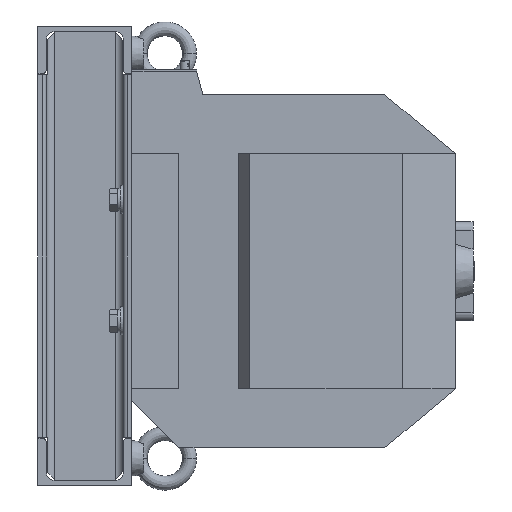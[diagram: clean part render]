
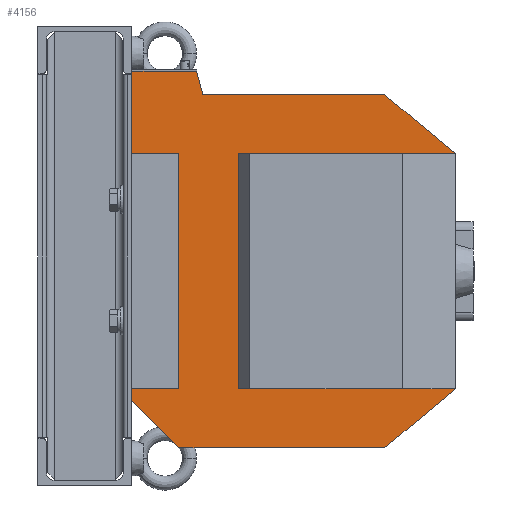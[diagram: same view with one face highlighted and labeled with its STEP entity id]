
A CAD part, left-side view. The second image highlights one B-rep face of the part: STEP entity #4156.
In plain terms, the highlighted face is planar.
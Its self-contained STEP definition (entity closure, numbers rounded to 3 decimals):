
#4156=ADVANCED_FACE('',(#20442),#20444,.F.);
#20442=FACE_BOUND('',#20443,.T.);
#20443=EDGE_LOOP('',(#27059,#27060,#27061,#27062,#27063,#27064,#27065,#27066,#27067,
#27068,#27069,#27070,#27071,#27072,#27073));
#20444=PLANE('',#20445);
#20445=AXIS2_PLACEMENT_3D('',#20446,#20447,#20448);
#20446=CARTESIAN_POINT('',(-150.,55.,-46.878));
#20447=DIRECTION('',(0.,-1.,0.));
#20448=DIRECTION('',(0.,0.,-1.));
#27059=ORIENTED_EDGE('',*,*,#31517,.F.);
#27060=ORIENTED_EDGE('',*,*,#31518,.F.);
#27061=ORIENTED_EDGE('',*,*,#31519,.F.);
#27062=ORIENTED_EDGE('',*,*,#31520,.T.);
#27063=ORIENTED_EDGE('',*,*,#31521,.T.);
#27064=ORIENTED_EDGE('',*,*,#31522,.F.);
#27065=ORIENTED_EDGE('',*,*,#31523,.F.);
#27066=ORIENTED_EDGE('',*,*,#31524,.T.);
#27067=ORIENTED_EDGE('',*,*,#31525,.T.);
#27068=ORIENTED_EDGE('',*,*,#31453,.F.);
#27069=ORIENTED_EDGE('',*,*,#31526,.T.);
#27070=ORIENTED_EDGE('',*,*,#31527,.F.);
#27071=ORIENTED_EDGE('',*,*,#31528,.F.);
#27072=ORIENTED_EDGE('',*,*,#31449,.F.);
#27073=ORIENTED_EDGE('',*,*,#31516,.F.);
#31449=EDGE_CURVE('',#34053,#34055,#34056,.F.);
#31453=EDGE_CURVE('',#34061,#34063,#34064,.F.);
#31516=EDGE_CURVE('',#34165,#34053,#34167,.T.);
#31517=EDGE_CURVE('',#34168,#34165,#34169,.F.);
#31518=EDGE_CURVE('',#34170,#34168,#34171,.T.);
#31519=EDGE_CURVE('',#34172,#34170,#34173,.T.);
#31520=EDGE_CURVE('',#34172,#34174,#34175,.T.);
#31521=EDGE_CURVE('',#34174,#34176,#34177,.T.);
#31522=EDGE_CURVE('',#34178,#34176,#34179,.T.);
#31523=EDGE_CURVE('',#34180,#34178,#34181,.F.);
#31524=EDGE_CURVE('',#34180,#34182,#34183,.T.);
#31525=EDGE_CURVE('',#34182,#34063,#34184,.T.);
#31526=EDGE_CURVE('',#34061,#34185,#34186,.T.);
#31527=EDGE_CURVE('',#34187,#34185,#34188,.T.);
#31528=EDGE_CURVE('',#34055,#34187,#34189,.T.);
#34053=VERTEX_POINT('',#40057);
#34055=VERTEX_POINT('',#40061);
#34056=LINE('',#40062,#40063);
#34061=VERTEX_POINT('',#40073);
#34063=VERTEX_POINT('',#40077);
#34064=LINE('',#40078,#40079);
#34165=VERTEX_POINT('',#40318);
#34167=LINE('',#40322,#40323);
#34168=VERTEX_POINT('',#40325);
#34169=LINE('',#40326,#40327);
#34170=VERTEX_POINT('',#40329);
#34171=LINE('',#40330,#40331);
#34172=VERTEX_POINT('',#40333);
#34173=LINE('',#40334,#40335);
#34174=VERTEX_POINT('',#40337);
#34175=LINE('',#40338,#40339);
#34176=VERTEX_POINT('',#40341);
#34177=LINE('',#40342,#40343);
#34178=VERTEX_POINT('',#40345);
#34179=LINE('',#40346,#40347);
#34180=VERTEX_POINT('',#40349);
#34181=LINE('',#40350,#40351);
#34182=VERTEX_POINT('',#40353);
#34183=LINE('',#40354,#40355);
#34184=LINE('',#40357,#40358);
#34185=VERTEX_POINT('',#40360);
#34186=LINE('',#40361,#40362);
#34187=VERTEX_POINT('',#40364);
#34188=LINE('',#40365,#40366);
#34189=LINE('',#40368,#40369);
#40057=CARTESIAN_POINT('',(-110.,55.,-137.5));
#40061=CARTESIAN_POINT('',(-100.,55.,-137.5));
#40062=CARTESIAN_POINT('',(-100.,55.,-137.5));
#40063=VECTOR('',#40064,1.);
#40064=DIRECTION('',(-1.,0.,0.));
#40073=CARTESIAN_POINT('',(100.,55.,-137.5));
#40077=CARTESIAN_POINT('',(170.,55.,-137.5));
#40078=CARTESIAN_POINT('',(170.,55.,-137.5));
#40079=VECTOR('',#40080,1.);
#40080=DIRECTION('',(-1.,0.,0.));
#40318=CARTESIAN_POINT('',(-150.,55.,-97.5));
#40322=CARTESIAN_POINT('',(-150.,55.,-97.5));
#40323=VECTOR('',#40324,1.);
#40324=DIRECTION('',(0.707,0.,-0.707));
#40325=CARTESIAN_POINT('',(-150.,55.,77.5));
#40326=CARTESIAN_POINT('',(-150.,55.,-97.5));
#40327=VECTOR('',#40328,1.);
#40328=DIRECTION('',(0.,0.,1.));
#40329=CARTESIAN_POINT('',(-100.,55.,137.5));
#40330=CARTESIAN_POINT('',(-100.,55.,137.5));
#40331=VECTOR('',#40332,1.);
#40332=DIRECTION('',(-0.64,0.,-0.768));
#40333=CARTESIAN_POINT('',(-100.,55.,-46.878));
#40334=CARTESIAN_POINT('',(-100.,55.,-46.878));
#40335=VECTOR('',#40336,1.);
#40336=DIRECTION('',(0.,0.,1.));
#40337=CARTESIAN_POINT('',(100.,55.,-46.878));
#40338=CARTESIAN_POINT('',(-100.,55.,-46.878));
#40339=VECTOR('',#40340,1.);
#40340=DIRECTION('',(1.,0.,0.));
#40341=CARTESIAN_POINT('',(100.,55.,137.5));
#40342=CARTESIAN_POINT('',(100.,55.,-46.878));
#40343=VECTOR('',#40344,1.);
#40344=DIRECTION('',(0.,0.,1.));
#40345=CARTESIAN_POINT('',(150.,55.,77.5));
#40346=CARTESIAN_POINT('',(150.,55.,77.5));
#40347=VECTOR('',#40348,1.);
#40348=DIRECTION('',(-0.64,0.,0.768));
#40349=CARTESIAN_POINT('',(150.,55.,-77.141));
#40350=CARTESIAN_POINT('',(150.,55.,77.5));
#40351=VECTOR('',#40352,1.);
#40352=DIRECTION('',(0.,0.,-1.));
#40353=CARTESIAN_POINT('',(170.,55.,-82.5));
#40354=CARTESIAN_POINT('',(150.,55.,-77.141));
#40355=VECTOR('',#40356,1.);
#40356=DIRECTION('',(0.966,0.,-0.259));
#40357=CARTESIAN_POINT('',(170.,55.,-82.5));
#40358=VECTOR('',#40359,1.);
#40359=DIRECTION('',(0.,0.,-1.));
#40360=CARTESIAN_POINT('',(100.,55.,-97.5));
#40361=CARTESIAN_POINT('',(100.,55.,-137.5));
#40362=VECTOR('',#40363,1.);
#40363=DIRECTION('',(0.,0.,1.));
#40364=CARTESIAN_POINT('',(-100.,55.,-97.5));
#40365=CARTESIAN_POINT('',(-100.,55.,-97.5));
#40366=VECTOR('',#40367,1.);
#40367=DIRECTION('',(1.,0.,0.));
#40368=CARTESIAN_POINT('',(-100.,55.,-137.5));
#40369=VECTOR('',#40370,1.);
#40370=DIRECTION('',(0.,0.,1.));
